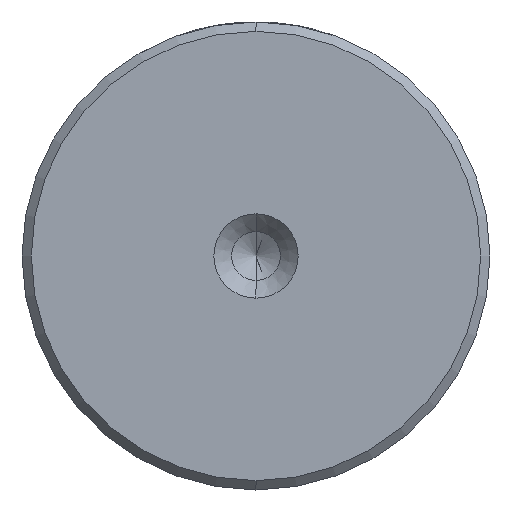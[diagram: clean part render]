
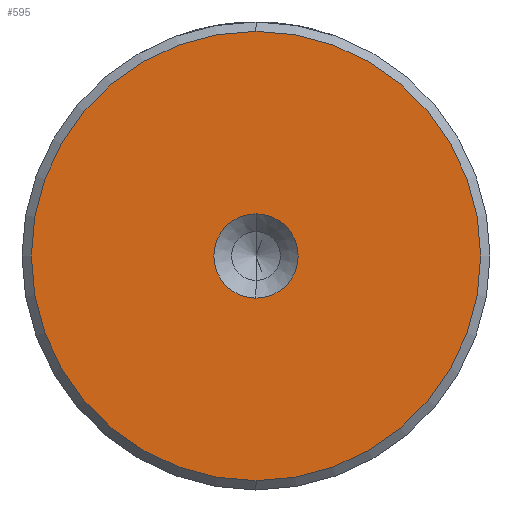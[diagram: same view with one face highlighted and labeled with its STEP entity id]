
A CAD part, left-side view. The second image highlights one B-rep face of the part: STEP entity #595.
In plain terms, the highlighted planar face has unit normal (-1, 0, 0).
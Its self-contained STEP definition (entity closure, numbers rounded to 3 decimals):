
#61 = CARTESIAN_POINT ( 'NONE',  ( 0., 0., 2.25 ) ) ;
#81 = EDGE_LOOP ( 'NONE', ( #1015, #2129 ) ) ;
#164 = FACE_OUTER_BOUND ( 'NONE', #81, .T. ) ;
#255 = DIRECTION ( 'NONE',  ( 0., 0., 1. ) ) ;
#351 = DIRECTION ( 'NONE',  ( 0., 0., 1. ) ) ;
#370 = AXIS2_PLACEMENT_3D ( 'NONE', #2106, #611, #2356 ) ;
#532 = CIRCLE ( 'NONE', #370, 12. ) ;
#595 = ADVANCED_FACE ( 'NONE', ( #164, #2078 ), #1844, .T. ) ;
#611 = DIRECTION ( 'NONE',  ( -1., 0., 0. ) ) ;
#639 = CARTESIAN_POINT ( 'NONE',  ( 0., 0., 0. ) ) ;
#783 = CARTESIAN_POINT ( 'NONE',  ( 0., 0., 0. ) ) ;
#824 = CARTESIAN_POINT ( 'NONE',  ( 0., 0., -12. ) ) ;
#888 = DIRECTION ( 'NONE',  ( 0., 0., 1. ) ) ;
#960 = VERTEX_POINT ( 'NONE', #824 ) ;
#1015 = ORIENTED_EDGE ( 'NONE', *, *, #1159, .T. ) ;
#1039 = DIRECTION ( 'NONE',  ( 0., 0., 1. ) ) ;
#1114 = CIRCLE ( 'NONE', #2131, 2.25 ) ;
#1159 = EDGE_CURVE ( 'NONE', #960, #2508, #3225, .T. ) ;
#1421 = CARTESIAN_POINT ( 'NONE',  ( 0., 0., -2.25 ) ) ;
#1448 = CIRCLE ( 'NONE', #2920, 2.25 ) ;
#1679 = EDGE_CURVE ( 'NONE', #2508, #960, #532, .T. ) ;
#1686 = AXIS2_PLACEMENT_3D ( 'NONE', #3113, #2600, #351 ) ;
#1745 = DIRECTION ( 'NONE',  ( -1., 0., 0. ) ) ;
#1798 = ORIENTED_EDGE ( 'NONE', *, *, #2681, .F. ) ;
#1844 = PLANE ( 'NONE',  #1686 ) ;
#1879 = ORIENTED_EDGE ( 'NONE', *, *, #2987, .F. ) ;
#2078 = FACE_BOUND ( 'NONE', #3102, .T. ) ;
#2106 = CARTESIAN_POINT ( 'NONE',  ( 0., 0., 0. ) ) ;
#2129 = ORIENTED_EDGE ( 'NONE', *, *, #1679, .T. ) ;
#2131 = AXIS2_PLACEMENT_3D ( 'NONE', #783, #2537, #1039 ) ;
#2217 = VERTEX_POINT ( 'NONE', #61 ) ;
#2237 = AXIS2_PLACEMENT_3D ( 'NONE', #639, #2382, #888 ) ;
#2356 = DIRECTION ( 'NONE',  ( 0., 0., 1. ) ) ;
#2382 = DIRECTION ( 'NONE',  ( -1., 0., 0. ) ) ;
#2420 = CARTESIAN_POINT ( 'NONE',  ( 0., 0., 12. ) ) ;
#2508 = VERTEX_POINT ( 'NONE', #2420 ) ;
#2537 = DIRECTION ( 'NONE',  ( -1., 0., 0. ) ) ;
#2600 = DIRECTION ( 'NONE',  ( -1., 0., 0. ) ) ;
#2681 = EDGE_CURVE ( 'NONE', #2217, #2937, #1114, .T. ) ;
#2920 = AXIS2_PLACEMENT_3D ( 'NONE', #3273, #1745, #255 ) ;
#2937 = VERTEX_POINT ( 'NONE', #1421 ) ;
#2987 = EDGE_CURVE ( 'NONE', #2937, #2217, #1448, .T. ) ;
#3102 = EDGE_LOOP ( 'NONE', ( #1798, #1879 ) ) ;
#3113 = CARTESIAN_POINT ( 'NONE',  ( 0., 0., 0. ) ) ;
#3225 = CIRCLE ( 'NONE', #2237, 12. ) ;
#3273 = CARTESIAN_POINT ( 'NONE',  ( 0., 0., 0. ) ) ;
